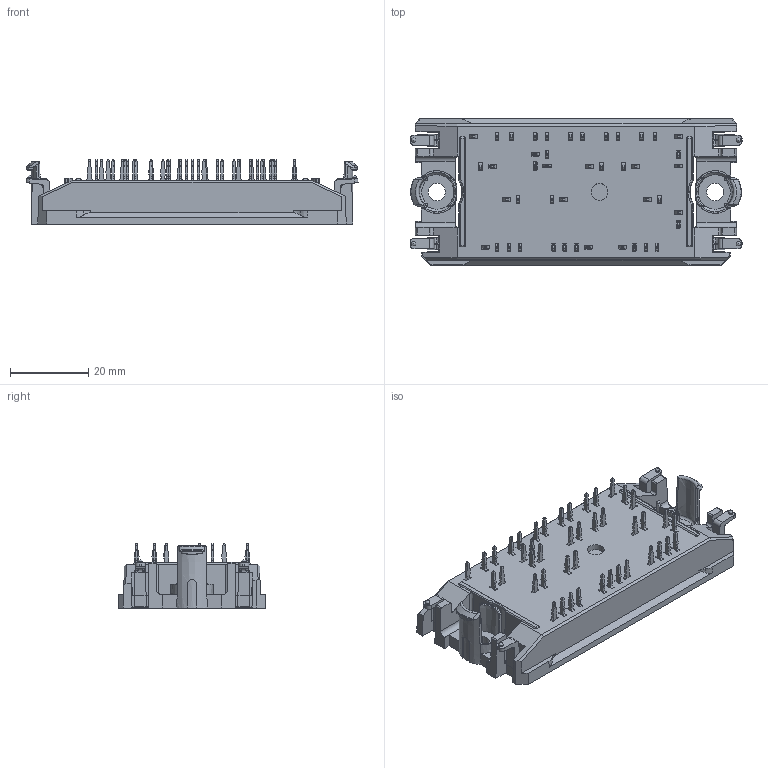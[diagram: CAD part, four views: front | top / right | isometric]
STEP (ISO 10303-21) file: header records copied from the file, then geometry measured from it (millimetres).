
FILE_DESCRIPTION(/* description */ ('Unknown'),/* implementation_level */ '2;1');
FILE_NAME(/* name */ 'Flow1-2C12TC-M890(440)-01-OL',/* time_stamp */ '2019-01-18T10:32:38+01:00',/* author */ ('Unknown'),/* organization */ ('Unknown'),/* preprocessor_version */ 'ST-DEVELOPER v16.7',/* originating_system */ 'DEX',/* authorisation */ $);
FILE_SCHEMA (('AUTOMOTIVE_DESIGN {1 0 10303 214 3 1 1}'));
Products named in the file (1): Flow1-2C12TC-M890-OL
Bounding box: 84.63 x 37.4 x 16.43 mm (x, y, z)
Volume: 27262 mm3; surface area: 12943.8 mm2
Topology: 1 solids, 1 shells, 2369 faces, 6406 edges, 4097 vertices
Faces by surface type: plane 1336, cylinder 729, cone 198, bspline 74, sphere 20, torus 12
Full cylindrical faces by diameter (mm): 1.1 x4, 4.3 x1, 4.4 x2
Entity records: 91120 total; most frequent: CARTESIAN_POINT 14562, ORIENTED_EDGE 12692, DIRECTION 12442, EDGE_CURVE 6346, LINE 4346, VECTOR 4346, VERTEX_POINT 4086, AXIS2_PLACEMENT_3D 4048
